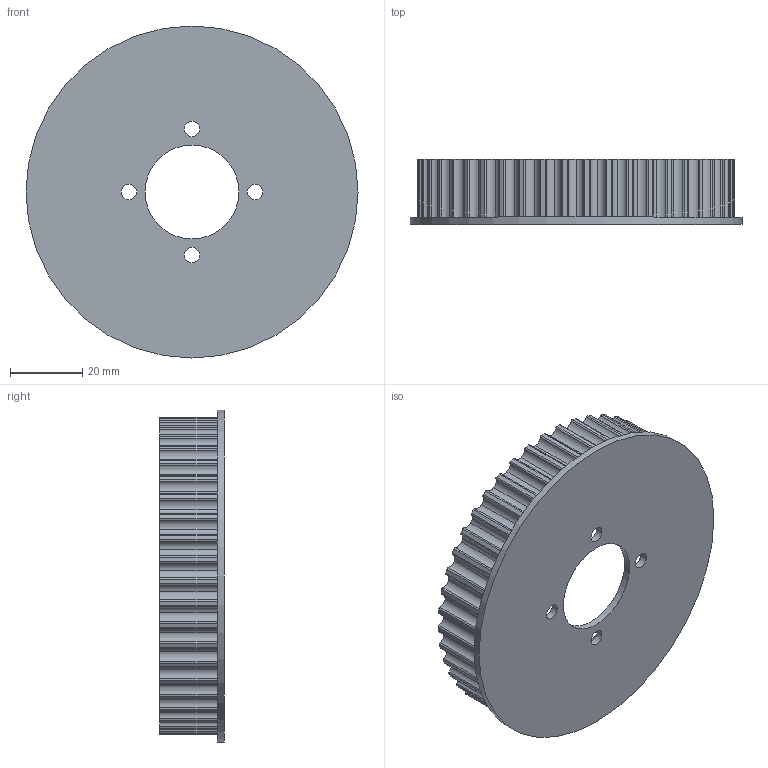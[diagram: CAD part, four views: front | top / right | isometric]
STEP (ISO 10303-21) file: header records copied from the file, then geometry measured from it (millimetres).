
FILE_DESCRIPTION(/* description */ (''),/* implementation_level */ '2;1');
FILE_NAME(/* name */ '45T radium pulley.stp',/* time_stamp */ '2025-07-14T01:45:00-07:00',/* author */ ('devan'),/* organization */ (''),/* preprocessor_version */ 'ST-DEVELOPER v20',/* originating_system */ 'Autodesk Inventor 2025',/* authorisation */ '');
FILE_SCHEMA (('AUTOMOTIVE_DESIGN { 1 0 10303 214 3 1 1 }'));
Length unit declared in the file: millimetre
Products named in the file (1): 45T pulley
Bounding box: 92 x 18 x 92 mm (x, y, z)
Volume: 29289.1 mm3; surface area: 22250.6 mm2
Topology: 1 solids, 1 shells, 237 faces, 699 edges, 466 vertices
Faces by surface type: cylinder 187, plane 49, torus 1
Full cylindrical faces by diameter (mm): 4.3 x4, 26 x1, 78 x1, 92 x1
Entity records: 8173 total; most frequent: DIRECTION 1552, CARTESIAN_POINT 1403, ORIENTED_EDGE 1398, EDGE_CURVE 699, AXIS2_PLACEMENT_3D 615, VERTEX_POINT 466, CIRCLE 377, LINE 322
